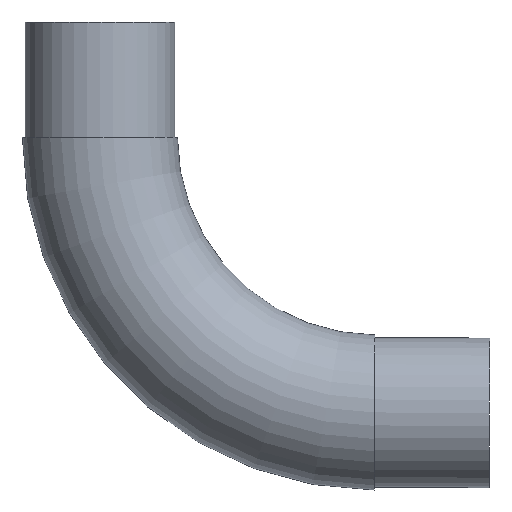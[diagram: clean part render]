
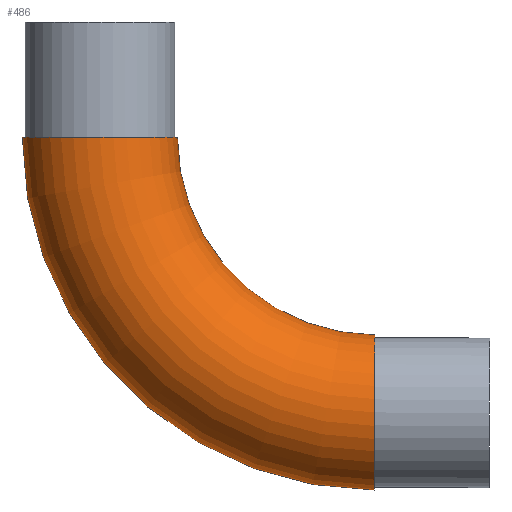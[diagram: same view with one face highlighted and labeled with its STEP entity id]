
A CAD part, front view. The second image highlights one B-rep face of the part: STEP entity #486.
In plain terms, the highlighted toroidal (fillet/blend) face has major radius 59.85 mm and minor radius 16.85 mm.
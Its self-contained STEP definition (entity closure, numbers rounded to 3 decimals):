
#10 = DIRECTION ( 'NONE',  ( -1., 0., 0. ) ) ;
#30 = ORIENTED_EDGE ( 'NONE', *, *, #323, .F. ) ;
#34 = DIRECTION ( 'NONE',  ( -0.003, 0., -1. ) ) ;
#45 = DIRECTION ( 'NONE',  ( 0., 0., -1. ) ) ;
#46 = AXIS2_PLACEMENT_3D ( 'NONE', #170, #443, #292 ) ;
#47 = ORIENTED_EDGE ( 'NONE', *, *, #229, .T. ) ;
#53 = ORIENTED_EDGE ( 'NONE', *, *, #473, .F. ) ;
#57 = AXIS2_PLACEMENT_3D ( 'NONE', #288, #450, #176 ) ;
#71 = AXIS2_PLACEMENT_3D ( 'NONE', #386, #116, #45 ) ;
#116 = DIRECTION ( 'NONE',  ( 0., -1., 0. ) ) ;
#130 = CARTESIAN_POINT ( 'NONE',  ( 26.484, 0., -5. ) ) ;
#148 = AXIS2_PLACEMENT_3D ( 'NONE', #331, #151, #34 ) ;
#151 = DIRECTION ( 'NONE',  ( 1., 0., -0.003 ) ) ;
#160 = CIRCLE ( 'NONE', #285, 16.85 ) ;
#170 = CARTESIAN_POINT ( 'NONE',  ( 26.629, 0., 38. ) ) ;
#176 = DIRECTION ( 'NONE',  ( 0., 0., -1. ) ) ;
#186 = EDGE_CURVE ( 'NONE', #332, #342, #312, .T. ) ;
#220 = ORIENTED_EDGE ( 'NONE', *, *, #186, .T. ) ;
#229 = EDGE_CURVE ( 'NONE', #442, #332, #160, .T. ) ;
#256 = VERTEX_POINT ( 'NONE', #130 ) ;
#285 = AXIS2_PLACEMENT_3D ( 'NONE', #406, #293, #10 ) ;
#286 = CIRCLE ( 'NONE', #46, 43. ) ;
#288 = CARTESIAN_POINT ( 'NONE',  ( 26.629, 0., 38. ) ) ;
#292 = DIRECTION ( 'NONE',  ( 0., 0., -1. ) ) ;
#293 = DIRECTION ( 'NONE',  ( 0., 0., -1. ) ) ;
#295 = FACE_OUTER_BOUND ( 'NONE', #329, .T. ) ;
#311 = CARTESIAN_POINT ( 'NONE',  ( -50.071, 0., 38. ) ) ;
#312 = CIRCLE ( 'NONE', #71, 76.7 ) ;
#321 = TOROIDAL_SURFACE ( 'NONE', #57, 59.85, 16.85 ) ;
#323 = EDGE_CURVE ( 'NONE', #256, #342, #456, .T. ) ;
#329 = EDGE_LOOP ( 'NONE', ( #47, #220, #30, #53 ) ) ;
#331 = CARTESIAN_POINT ( 'NONE',  ( 26.427, 0., -21.85 ) ) ;
#332 = VERTEX_POINT ( 'NONE', #311 ) ;
#335 = CARTESIAN_POINT ( 'NONE',  ( 26.37, 0., -38.7 ) ) ;
#342 = VERTEX_POINT ( 'NONE', #335 ) ;
#386 = CARTESIAN_POINT ( 'NONE',  ( 26.629, 0., 38. ) ) ;
#406 = CARTESIAN_POINT ( 'NONE',  ( -33.221, 0., 38. ) ) ;
#417 = CARTESIAN_POINT ( 'NONE',  ( -16.371, 0., 38. ) ) ;
#442 = VERTEX_POINT ( 'NONE', #417 ) ;
#443 = DIRECTION ( 'NONE',  ( 0., -1., 0. ) ) ;
#450 = DIRECTION ( 'NONE',  ( 0., -1., 0. ) ) ;
#456 = CIRCLE ( 'NONE', #148, 16.85 ) ;
#473 = EDGE_CURVE ( 'NONE', #442, #256, #286, .T. ) ;
#486 = ADVANCED_FACE ( 'NONE', ( #295 ), #321, .T. ) ;
